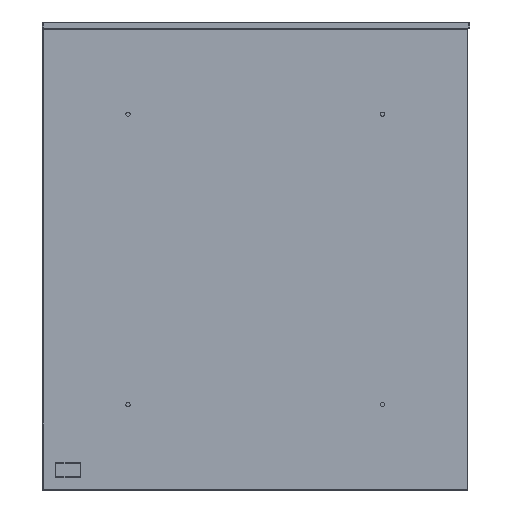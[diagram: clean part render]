
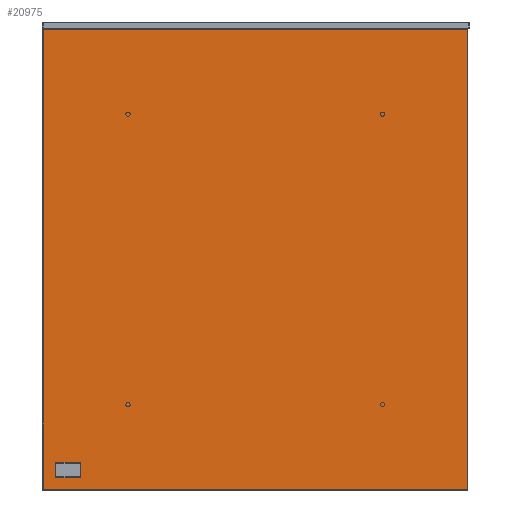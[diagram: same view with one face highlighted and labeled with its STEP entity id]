
A CAD part, left-side view. The second image highlights one B-rep face of the part: STEP entity #20975.
In plain terms, the highlighted planar face has unit normal (-1, 0, 0).
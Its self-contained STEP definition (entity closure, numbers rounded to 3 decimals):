
#20713=CARTESIAN_POINT('',(-4750.693,10231.25,-596.869));
#20714=VERTEX_POINT('',#20713);
#20715=CARTESIAN_POINT('',(-4750.693,10231.25,-59.131));
#20716=VERTEX_POINT('',#20715);
#20717=CARTESIAN_POINT('',(-4750.693,10231.25,-596.869));
#20718=DIRECTION('',(0.0,0.0,1.0));
#20719=VECTOR('',#20718,537.737);
#20720=LINE('',#20717,#20719);
#20721=EDGE_CURVE('',#20714,#20716,#20720,.T.);
#20744=CARTESIAN_POINT('',(-4750.693,10230.919,-58.8));
#20745=VERTEX_POINT('',#20744);
#20746=CARTESIAN_POINT('',(-4750.693,10231.25,-59.131));
#20747=DIRECTION('',(0.0,-0.707,0.707));
#20748=VECTOR('',#20747,0.469);
#20749=LINE('',#20746,#20748);
#20750=EDGE_CURVE('',#20716,#20745,#20749,.T.);
#20768=CARTESIAN_POINT('',(-4750.693,9735.181,-58.8));
#20769=VERTEX_POINT('',#20768);
#20770=CARTESIAN_POINT('',(-4750.693,10230.919,-58.8));
#20771=DIRECTION('',(0.0,-1.0,0.0));
#20772=VECTOR('',#20771,495.737);
#20773=LINE('',#20770,#20772);
#20774=EDGE_CURVE('',#20745,#20769,#20773,.T.);
#20801=CARTESIAN_POINT('',(-4750.693,9734.85,-59.131));
#20802=VERTEX_POINT('',#20801);
#20803=CARTESIAN_POINT('',(-4750.693,9735.181,-58.8));
#20804=DIRECTION('',(0.0,-0.707,-0.707));
#20805=VECTOR('',#20804,0.469);
#20806=LINE('',#20803,#20805);
#20807=EDGE_CURVE('',#20769,#20802,#20806,.T.);
#20832=CARTESIAN_POINT('',(-4750.693,9734.85,-596.869));
#20833=VERTEX_POINT('',#20832);
#20834=CARTESIAN_POINT('',(-4750.693,9734.85,-59.131));
#20835=DIRECTION('',(0.0,0.0,-1.0));
#20836=VECTOR('',#20835,537.737);
#20837=LINE('',#20834,#20836);
#20838=EDGE_CURVE('',#20802,#20833,#20837,.T.);
#20863=CARTESIAN_POINT('',(-4750.693,9735.181,-597.2));
#20864=VERTEX_POINT('',#20863);
#20865=CARTESIAN_POINT('',(-4750.693,9734.85,-596.869));
#20866=DIRECTION('',(0.0,0.707,-0.707));
#20867=VECTOR('',#20866,0.469);
#20868=LINE('',#20865,#20867);
#20869=EDGE_CURVE('',#20833,#20864,#20868,.T.);
#20892=CARTESIAN_POINT('',(-4750.693,10230.919,-597.2));
#20893=VERTEX_POINT('',#20892);
#20894=CARTESIAN_POINT('',(-4750.693,9735.181,-597.2));
#20895=DIRECTION('',(0.0,1.0,0.0));
#20896=VECTOR('',#20895,495.737);
#20897=LINE('',#20894,#20896);
#20898=EDGE_CURVE('',#20864,#20893,#20897,.T.);
#20916=CARTESIAN_POINT('',(-4750.693,10230.919,-597.2));
#20917=DIRECTION('',(0.0,0.707,0.707));
#20918=VECTOR('',#20917,0.469);
#20919=LINE('',#20916,#20918);
#20920=EDGE_CURVE('',#20893,#20714,#20919,.T.);
#20960=CARTESIAN_POINT('',(-4750.693,9983.05,-597.201));
#20961=DIRECTION('',(-1.0,0.0,0.0));
#20962=DIRECTION('',(0.0,0.0,1.0));
#20963=AXIS2_PLACEMENT_3D('',#20960,#20961,#20962);
#20964=PLANE('',#20963);
#20965=ORIENTED_EDGE('',*,*,#20721,.F.);
#20966=ORIENTED_EDGE('',*,*,#20920,.F.);
#20967=ORIENTED_EDGE('',*,*,#20898,.F.);
#20968=ORIENTED_EDGE('',*,*,#20869,.F.);
#20969=ORIENTED_EDGE('',*,*,#20838,.F.);
#20970=ORIENTED_EDGE('',*,*,#20807,.F.);
#20971=ORIENTED_EDGE('',*,*,#20774,.F.);
#20972=ORIENTED_EDGE('',*,*,#20750,.F.);
#20973=EDGE_LOOP('',(#20965,#20966,#20967,#20968,#20969,#20970,#20971,#20972));
#20974=FACE_OUTER_BOUND('',#20973,.T.);
#20975=ADVANCED_FACE('',(#20974),#20964,.T.);
